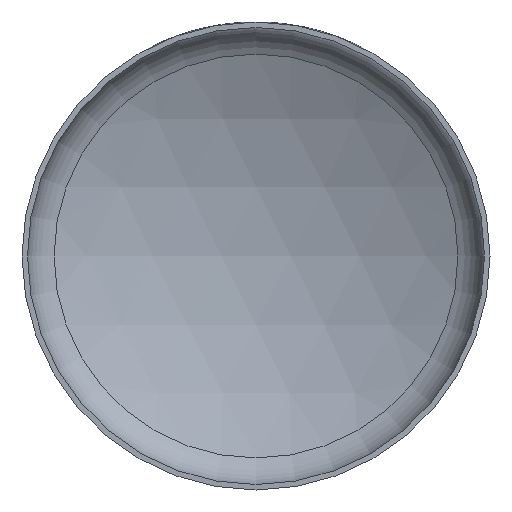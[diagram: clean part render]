
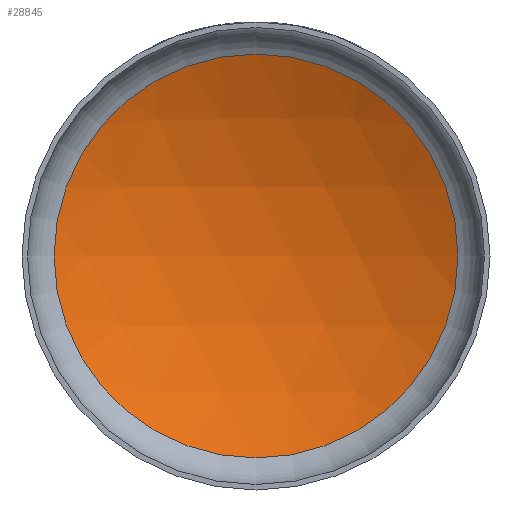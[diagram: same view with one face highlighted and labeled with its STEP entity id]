
A CAD part, front view. The second image highlights one B-rep face of the part: STEP entity #28845.
In plain terms, the highlighted spherical face has radius 256 mm.
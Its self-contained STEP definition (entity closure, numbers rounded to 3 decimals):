
#674 = FACE_OUTER_BOUND ( 'NONE', #18332, .T. ) ;
#2349 = VERTEX_POINT ( 'NONE', #3500 ) ;
#3500 = CARTESIAN_POINT ( 'NONE',  ( 0., 45.095, -110.444 ) ) ;
#5346 = SPHERICAL_SURFACE ( 'NONE', #8295, 256. ) ;
#7989 = CARTESIAN_POINT ( 'NONE',  ( 0., 45.095, 0. ) ) ;
#8295 = AXIS2_PLACEMENT_3D ( 'NONE', #22741, #27819, #12919 ) ;
#12919 = DIRECTION ( 'NONE',  ( 1., 0., 0. ) ) ;
#16832 = ORIENTED_EDGE ( 'NONE', *, *, #29213, .T. ) ;
#18332 = EDGE_LOOP ( 'NONE', ( #16832 ) ) ;
#22741 = CARTESIAN_POINT ( 'NONE',  ( 0., -185.855, 0. ) ) ;
#23329 = AXIS2_PLACEMENT_3D ( 'NONE', #7989, #25415, #30213 ) ;
#24448 = CIRCLE ( 'NONE', #23329, 110.444 ) ;
#25415 = DIRECTION ( 'NONE',  ( 0., -1., 0. ) ) ;
#27819 = DIRECTION ( 'NONE',  ( 0., 0., 1. ) ) ;
#28845 = ADVANCED_FACE ( 'NONE', ( #674 ), #5346, .F. ) ;
#29213 = EDGE_CURVE ( 'NONE', #2349, #2349, #24448, .T. ) ;
#30213 = DIRECTION ( 'NONE',  ( 0., 0., -1. ) ) ;
